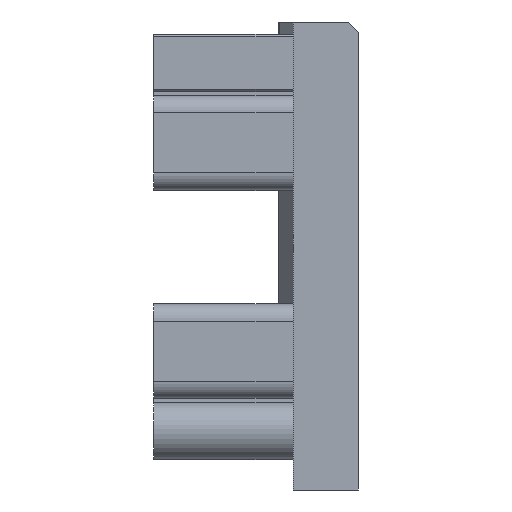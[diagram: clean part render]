
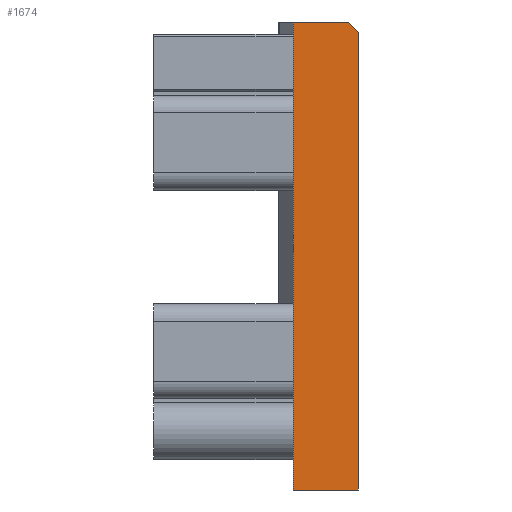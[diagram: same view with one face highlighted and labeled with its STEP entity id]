
A CAD part, front view. The second image highlights one B-rep face of the part: STEP entity #1674.
In plain terms, the highlighted planar face has unit normal (0, -1, 0).
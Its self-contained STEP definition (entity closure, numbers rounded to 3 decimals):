
#71=PLANE('',#1824);
#149=FACE_OUTER_BOUND('',#256,.T.);
#256=EDGE_LOOP('',(#1349,#1350,#1351,#1352,#1353));
#348=LINE('',#2573,#524);
#353=LINE('',#2583,#529);
#400=LINE('',#2753,#576);
#401=LINE('',#2756,#577);
#402=LINE('',#2757,#578);
#524=VECTOR('',#2051,10.);
#529=VECTOR('',#2060,10.);
#576=VECTOR('',#2159,10.);
#577=VECTOR('',#2162,10.);
#578=VECTOR('',#2163,10.);
#775=VERTEX_POINT('',#2570);
#776=VERTEX_POINT('',#2572);
#779=VERTEX_POINT('',#2582);
#825=VERTEX_POINT('',#2751);
#826=VERTEX_POINT('',#2755);
#956=EDGE_CURVE('',#775,#776,#348,.T.);
#961=EDGE_CURVE('',#776,#779,#353,.T.);
#1020=EDGE_CURVE('',#825,#775,#400,.T.);
#1021=EDGE_CURVE('',#826,#825,#401,.T.);
#1022=EDGE_CURVE('',#779,#826,#402,.T.);
#1349=ORIENTED_EDGE('',*,*,#956,.F.);
#1350=ORIENTED_EDGE('',*,*,#1020,.F.);
#1351=ORIENTED_EDGE('',*,*,#1021,.F.);
#1352=ORIENTED_EDGE('',*,*,#1022,.F.);
#1353=ORIENTED_EDGE('',*,*,#961,.F.);
#1674=ADVANCED_FACE('',(#149),#71,.T.);
#1824=AXIS2_PLACEMENT_3D('',#2754,#2160,#2161);
#2051=DIRECTION('',(0.707,0.,-0.707));
#2060=DIRECTION('',(0.,0.,-1.));
#2159=DIRECTION('',(1.,0.,0.));
#2160=DIRECTION('center_axis',(0.,-1.,0.));
#2161=DIRECTION('ref_axis',(0.,0.,-1.));
#2162=DIRECTION('',(0.,0.,1.));
#2163=DIRECTION('',(-1.,0.,0.));
#2570=CARTESIAN_POINT('',(64.,-22.694,111.514));
#2572=CARTESIAN_POINT('',(66.,-22.694,109.514));
#2573=CARTESIAN_POINT('',(74.817,-22.694,100.697));
#2582=CARTESIAN_POINT('',(66.,-22.694,17.978));
#2583=CARTESIAN_POINT('',(66.,-22.694,64.746));
#2751=CARTESIAN_POINT('',(53.,-22.694,111.514));
#2753=CARTESIAN_POINT('',(61.25,-22.694,111.514));
#2754=CARTESIAN_POINT('Origin',(58.5,-22.694,64.746));
#2755=CARTESIAN_POINT('',(53.,-22.694,17.978));
#2756=CARTESIAN_POINT('',(53.,-22.694,88.13));
#2757=CARTESIAN_POINT('',(55.75,-22.694,17.978));
